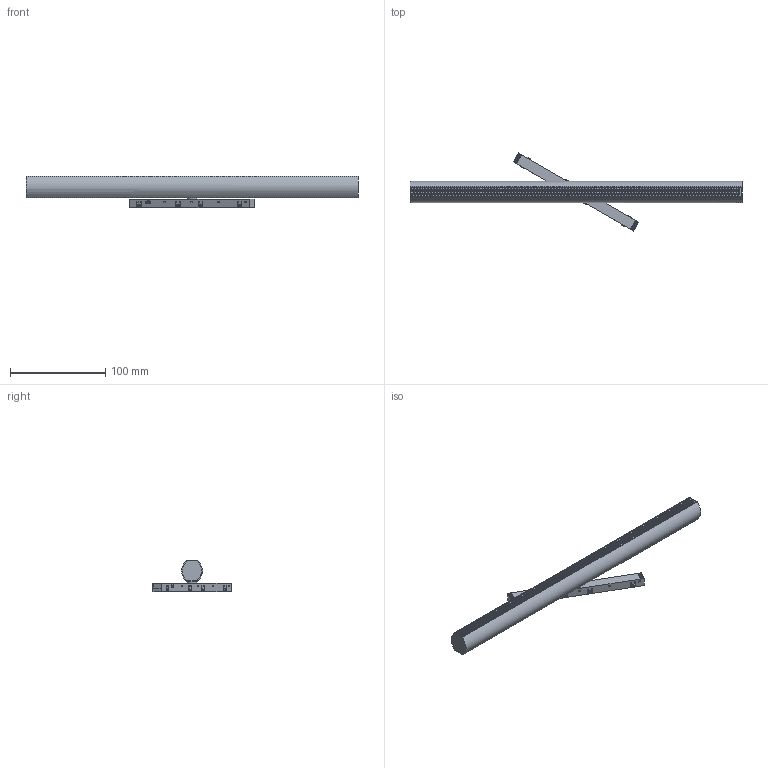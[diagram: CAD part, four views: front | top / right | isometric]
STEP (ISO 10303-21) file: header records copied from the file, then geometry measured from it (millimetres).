
FILE_DESCRIPTION(/* description */ ('','CAx-IF Rec.Pracs.---Representation and Presentation of Product Manufacturing Information (PMI)---4.0---2014-10-13'),/* implementation_level */ '2;1');
FILE_NAME(/* name */ 'N0006 v2.step',/* time_stamp */ '2025-01-28T06:34:58+01:00',/* author */ (''),/* organization */ (''),/* preprocessor_version */ 'ST-DEVELOPER v20',/* originating_system */ 'Autodesk Translation Framework v13.20.0.188',/* authorisation */ '');
FILE_SCHEMA (('AP242_MANAGED_MODEL_BASED_3D_ENGINEERING_MIM_LF { 1 0 10303 442 1 1 4 }'));
Products named in the file (4): N0006; Adaptor; Zaczep 1; Zaczep 2
Assembly tree (3 placements, depth 3):
  N0006
    Adaptor
      Zaczep 1
      Zaczep 2
Bounding box: 349 x 82.09 x 33.16 mm (x, y, z)
Volume: 37450.1 mm3; surface area: 60871.2 mm2
Topology: 5 solids, 5 shells, 6898 faces, 17797 edges, 11862 vertices
Faces by surface type: plane 6801, cylinder 93, bspline 4
Full cylindrical faces by diameter (mm): 3.9 x2, 5 x2, 10 x1
Entity records: 205915 total; most frequent: CARTESIAN_POINT 36786, ORIENTED_EDGE 35594, DIRECTION 31775, EDGE_CURVE 17797, LINE 17601, VECTOR 17601, VERTEX_POINT 11862, EDGE_LOOP 7855
